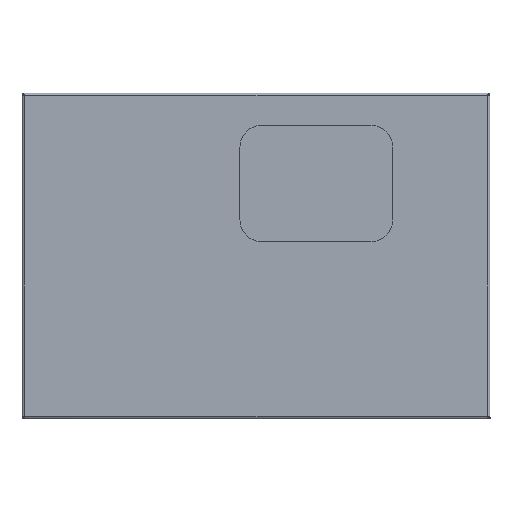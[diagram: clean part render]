
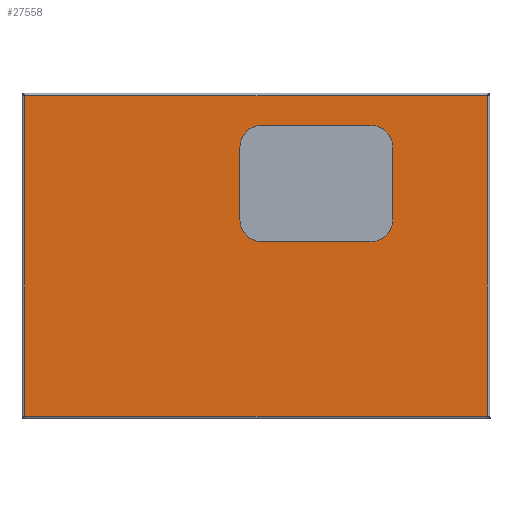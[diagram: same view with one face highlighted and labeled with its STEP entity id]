
A CAD part, top view. The second image highlights one B-rep face of the part: STEP entity #27558.
In plain terms, the highlighted planar face has unit normal (0, 0, 1).
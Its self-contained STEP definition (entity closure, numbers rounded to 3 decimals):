
#506 = CARTESIAN_POINT ( 'NONE',  ( 349.232, 292.284, 228.146 ) ) ;
#746 = CARTESIAN_POINT ( 'NONE',  ( 182.432, 207.784, 228.146 ) ) ;
#1127 = EDGE_CURVE ( 'NONE', #32172, #9579, #34490, .T. ) ;
#2079 = CIRCLE ( 'NONE', #2514, 14. ) ;
#2514 = AXIS2_PLACEMENT_3D ( 'NONE', #31454, #15011, #34259 ) ;
#3303 = LINE ( 'NONE', #19527, #14154 ) ;
#3691 = DIRECTION ( 'NONE',  ( 1., 0., 0. ) ) ;
#4503 = EDGE_LOOP ( 'NONE', ( #7045, #34812, #4605, #29139, #11798, #34706, #4568, #30560 ) ) ;
#4568 = ORIENTED_EDGE ( 'NONE', *, *, #17742, .T. ) ;
#4605 = ORIENTED_EDGE ( 'NONE', *, *, #1127, .T. ) ;
#4819 = DIRECTION ( 'NONE',  ( 0., -1., 0. ) ) ;
#5763 = CARTESIAN_POINT ( 'NONE',  ( 196.432, 193.784, 228.146 ) ) ;
#5922 = VERTEX_POINT ( 'NONE', #22379 ) ;
#6383 = ORIENTED_EDGE ( 'NONE', *, *, #7383, .T. ) ;
#6907 = DIRECTION ( 'NONE',  ( 1., 0., 0. ) ) ;
#7045 = ORIENTED_EDGE ( 'NONE', *, *, #30915, .T. ) ;
#7080 = DIRECTION ( 'NONE',  ( -1., 0., 0. ) ) ;
#7191 = ORIENTED_EDGE ( 'NONE', *, *, #32388, .T. ) ;
#7383 = EDGE_CURVE ( 'NONE', #13191, #34318, #25603, .T. ) ;
#7974 = DIRECTION ( 'NONE',  ( -1., 0., 0. ) ) ;
#8207 = EDGE_CURVE ( 'NONE', #15341, #32172, #24229, .T. ) ;
#8255 = VERTEX_POINT ( 'NONE', #8451 ) ;
#8451 = CARTESIAN_POINT ( 'NONE',  ( 268.732, 193.784, 228.146 ) ) ;
#8539 = CARTESIAN_POINT ( 'NONE',  ( 30.432, 72.284, 228.146 ) ) ;
#8650 = DIRECTION ( 'NONE',  ( 1., 0., 0. ) ) ;
#8895 = EDGE_LOOP ( 'NONE', ( #34941, #12744, #7191, #6383 ) ) ;
#9579 = VERTEX_POINT ( 'NONE', #11446 ) ;
#9700 = CARTESIAN_POINT ( 'NONE',  ( 196.432, 269.084, 228.146 ) ) ;
#10217 = AXIS2_PLACEMENT_3D ( 'NONE', #31031, #25709, #3691 ) ;
#10642 = EDGE_CURVE ( 'NONE', #5922, #31693, #29483, .T. ) ;
#10912 = VECTOR ( 'NONE', #6907, 1000. ) ;
#11167 = CARTESIAN_POINT ( 'NONE',  ( 182.432, 255.084, 228.146 ) ) ;
#11180 = LINE ( 'NONE', #29885, #21921 ) ;
#11446 = CARTESIAN_POINT ( 'NONE',  ( 196.432, 269.084, 228.146 ) ) ;
#11546 = VECTOR ( 'NONE', #4819, 1000. ) ;
#11798 = ORIENTED_EDGE ( 'NONE', *, *, #33990, .T. ) ;
#11835 = CARTESIAN_POINT ( 'NONE',  ( 30.432, 293.484, 228.146 ) ) ;
#12139 = AXIS2_PLACEMENT_3D ( 'NONE', #11835, #25122, #22670 ) ;
#12371 = EDGE_CURVE ( 'NONE', #13986, #29492, #32749, .T. ) ;
#12416 = DIRECTION ( 'NONE',  ( 0., -1., 0. ) ) ;
#12744 = ORIENTED_EDGE ( 'NONE', *, *, #10642, .T. ) ;
#13191 = VERTEX_POINT ( 'NONE', #506 ) ;
#13986 = VERTEX_POINT ( 'NONE', #31628 ) ;
#14154 = VECTOR ( 'NONE', #27562, 1000. ) ;
#15011 = DIRECTION ( 'NONE',  ( 0., 0., -1. ) ) ;
#15341 = VERTEX_POINT ( 'NONE', #746 ) ;
#16081 = CARTESIAN_POINT ( 'NONE',  ( 31.632, 292.284, 228.146 ) ) ;
#16586 = EDGE_CURVE ( 'NONE', #9579, #28883, #19098, .T. ) ;
#16787 = FACE_BOUND ( 'NONE', #4503, .T. ) ;
#17194 = DIRECTION ( 'NONE',  ( 0., 1., 0. ) ) ;
#17742 = EDGE_CURVE ( 'NONE', #29492, #8255, #2079, .T. ) ;
#17863 = CARTESIAN_POINT ( 'NONE',  ( 282.732, 255.084, 228.146 ) ) ;
#18020 = CARTESIAN_POINT ( 'NONE',  ( 182.432, 255.084, 228.146 ) ) ;
#18255 = VECTOR ( 'NONE', #7080, 1000. ) ;
#19098 = LINE ( 'NONE', #9700, #10912 ) ;
#19527 = CARTESIAN_POINT ( 'NONE',  ( 349.232, 72.284, 228.146 ) ) ;
#20337 = EDGE_CURVE ( 'NONE', #8255, #35283, #11180, .T. ) ;
#21328 = DIRECTION ( 'NONE',  ( 0., 0., -1. ) ) ;
#21357 = CIRCLE ( 'NONE', #29617, 14. ) ;
#21446 = CARTESIAN_POINT ( 'NONE',  ( 196.432, 255.084, 228.146 ) ) ;
#21470 = VECTOR ( 'NONE', #12416, 1000. ) ;
#21668 = DIRECTION ( 'NONE',  ( 1., 0., 0. ) ) ;
#21721 = AXIS2_PLACEMENT_3D ( 'NONE', #21446, #21328, #26907 ) ;
#21921 = VECTOR ( 'NONE', #7974, 1000. ) ;
#22379 = CARTESIAN_POINT ( 'NONE',  ( 31.632, 72.284, 228.146 ) ) ;
#22670 = DIRECTION ( 'NONE',  ( -1., 0., 0. ) ) ;
#24099 = CARTESIAN_POINT ( 'NONE',  ( 349.232, 72.284, 228.146 ) ) ;
#24229 = LINE ( 'NONE', #11167, #26408 ) ;
#24600 = CARTESIAN_POINT ( 'NONE',  ( 268.732, 255.084, 228.146 ) ) ;
#25122 = DIRECTION ( 'NONE',  ( 0., 0., -1. ) ) ;
#25301 = CARTESIAN_POINT ( 'NONE',  ( 31.632, 292.284, 228.146 ) ) ;
#25603 = LINE ( 'NONE', #31888, #18255 ) ;
#25709 = DIRECTION ( 'NONE',  ( 0., 0., -1. ) ) ;
#26408 = VECTOR ( 'NONE', #17194, 1000. ) ;
#26907 = DIRECTION ( 'NONE',  ( 1., 0., 0. ) ) ;
#27558 = ADVANCED_FACE ( 'NONE', ( #16787, #34116 ), #33129, .F. ) ;
#27562 = DIRECTION ( 'NONE',  ( 0., 1., 0. ) ) ;
#28883 = VERTEX_POINT ( 'NONE', #29565 ) ;
#29139 = ORIENTED_EDGE ( 'NONE', *, *, #16586, .T. ) ;
#29483 = LINE ( 'NONE', #8539, #29899 ) ;
#29492 = VERTEX_POINT ( 'NONE', #29996 ) ;
#29565 = CARTESIAN_POINT ( 'NONE',  ( 268.732, 269.084, 228.146 ) ) ;
#29617 = AXIS2_PLACEMENT_3D ( 'NONE', #24600, #35387, #21668 ) ;
#29885 = CARTESIAN_POINT ( 'NONE',  ( 196.432, 193.784, 228.146 ) ) ;
#29899 = VECTOR ( 'NONE', #8650, 1000. ) ;
#29996 = CARTESIAN_POINT ( 'NONE',  ( 282.732, 207.784, 228.146 ) ) ;
#30560 = ORIENTED_EDGE ( 'NONE', *, *, #20337, .T. ) ;
#30915 = EDGE_CURVE ( 'NONE', #35283, #15341, #31650, .T. ) ;
#31031 = CARTESIAN_POINT ( 'NONE',  ( 196.432, 207.784, 228.146 ) ) ;
#31454 = CARTESIAN_POINT ( 'NONE',  ( 268.732, 207.784, 228.146 ) ) ;
#31455 = LINE ( 'NONE', #16081, #11546 ) ;
#31628 = CARTESIAN_POINT ( 'NONE',  ( 282.732, 255.084, 228.146 ) ) ;
#31650 = CIRCLE ( 'NONE', #10217, 14. ) ;
#31693 = VERTEX_POINT ( 'NONE', #24099 ) ;
#31888 = CARTESIAN_POINT ( 'NONE',  ( 350.432, 292.284, 228.146 ) ) ;
#32172 = VERTEX_POINT ( 'NONE', #18020 ) ;
#32388 = EDGE_CURVE ( 'NONE', #31693, #13191, #3303, .T. ) ;
#32749 = LINE ( 'NONE', #17863, #21470 ) ;
#33129 = PLANE ( 'NONE',  #12139 ) ;
#33336 = EDGE_CURVE ( 'NONE', #34318, #5922, #31455, .T. ) ;
#33990 = EDGE_CURVE ( 'NONE', #28883, #13986, #21357, .T. ) ;
#34116 = FACE_OUTER_BOUND ( 'NONE', #8895, .T. ) ;
#34259 = DIRECTION ( 'NONE',  ( 1., 0., 0. ) ) ;
#34318 = VERTEX_POINT ( 'NONE', #25301 ) ;
#34490 = CIRCLE ( 'NONE', #21721, 14. ) ;
#34706 = ORIENTED_EDGE ( 'NONE', *, *, #12371, .T. ) ;
#34812 = ORIENTED_EDGE ( 'NONE', *, *, #8207, .T. ) ;
#34941 = ORIENTED_EDGE ( 'NONE', *, *, #33336, .T. ) ;
#35283 = VERTEX_POINT ( 'NONE', #5763 ) ;
#35387 = DIRECTION ( 'NONE',  ( 0., 0., -1. ) ) ;
